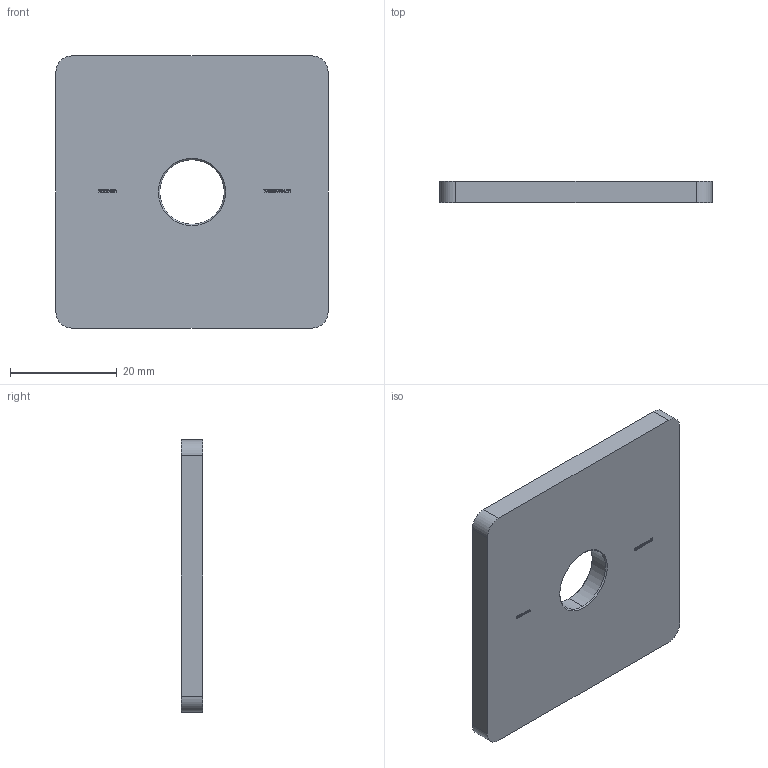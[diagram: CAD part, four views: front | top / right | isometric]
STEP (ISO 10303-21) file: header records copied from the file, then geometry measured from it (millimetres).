
FILE_DESCRIPTION (( 'STEP AP203' ), '1' );
FILE_NAME ('100055050-L12.step', '2019-07-04T07:48:27', ( '' ), ( '' ), 'SwSTEP 2.0', 'SolidWorks 2015', '' );
FILE_SCHEMA (( 'CONFIG_CONTROL_DESIGN' ));
Length unit declared in the file: millimetre
Products named in the file (1): 100055050-L12
Bounding box: 51 x 4 x 51 mm (x, y, z)
Volume: 9910.6 mm3; surface area: 5897.7 mm2
Topology: 1 solids, 1 shells, 268 faces, 707 edges, 470 vertices
Faces by surface type: plane 135, bspline 123, cylinder 6, cone 4
Entity records: 15882 total; most frequent: CARTESIAN_POINT 9993, ORIENTED_EDGE 1414, DIRECTION 769, EDGE_CURVE 707, VERTEX_POINT 470, LINE 445, VECTOR 445, EDGE_LOOP 299
